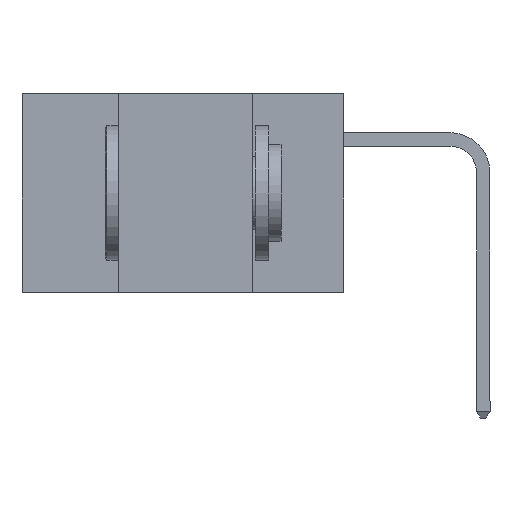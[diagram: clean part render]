
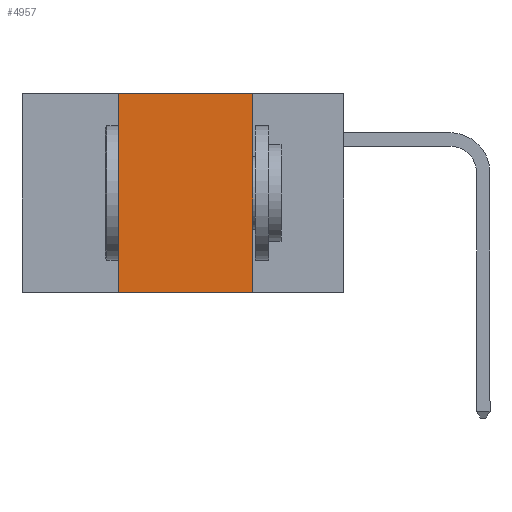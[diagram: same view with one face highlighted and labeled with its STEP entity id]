
A CAD part, left-side view. The second image highlights one B-rep face of the part: STEP entity #4957.
In plain terms, the highlighted planar face has unit normal (-1, 0, 0).
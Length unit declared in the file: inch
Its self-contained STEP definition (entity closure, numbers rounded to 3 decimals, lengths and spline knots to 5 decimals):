
#198 = EDGE_LOOP ( 'NONE', ( #251, #4043, #7476, #512 ) ) ;
#251 = ORIENTED_EDGE ( 'NONE', *, *, #7132, .F. ) ;
#487 = CARTESIAN_POINT ( 'NONE',  ( 0., 0.17, -0.37 ) ) ;
#512 = ORIENTED_EDGE ( 'NONE', *, *, #5765, .T. ) ;
#812 = DIRECTION ( 'NONE',  ( 0., 0., -1. ) ) ;
#822 = DIRECTION ( 'NONE',  ( 1., 0., 0. ) ) ;
#871 = CARTESIAN_POINT ( 'NONE',  ( 0., 0.6, 0. ) ) ;
#873 = PLANE ( 'NONE',  #3328 ) ;
#914 = VECTOR ( 'NONE', #5794, 39.37008 ) ;
#1156 = LINE ( 'NONE', #2984, #914 ) ;
#1677 = DIRECTION ( 'NONE',  ( 0., 0., 1. ) ) ;
#2650 = CARTESIAN_POINT ( 'NONE',  ( 0., 0.42, 0. ) ) ;
#2727 = CARTESIAN_POINT ( 'NONE',  ( 0., 0.42, -0.37 ) ) ;
#2970 = VECTOR ( 'NONE', #1677, 39.37008 ) ;
#2984 = CARTESIAN_POINT ( 'NONE',  ( 0., 0.6, 0. ) ) ;
#3328 = AXIS2_PLACEMENT_3D ( 'NONE', #871, #822, #812 ) ;
#3358 = CARTESIAN_POINT ( 'NONE',  ( 0., 0.17, -0.37 ) ) ;
#4043 = ORIENTED_EDGE ( 'NONE', *, *, #6664, .F. ) ;
#4427 = LINE ( 'NONE', #487, #6003 ) ;
#4555 = DIRECTION ( 'NONE',  ( 0., -1., 0. ) ) ;
#4752 = CARTESIAN_POINT ( 'NONE',  ( 0., 0.6, -0.37 ) ) ;
#4955 = DIRECTION ( 'NONE',  ( 0., 0., -1. ) ) ;
#4957 = ADVANCED_FACE ( 'NONE', ( #8518 ), #873, .F. ) ;
#5060 = LINE ( 'NONE', #6658, #2970 ) ;
#5765 = EDGE_CURVE ( 'NONE', #7684, #6374, #7104, .T. ) ;
#5794 = DIRECTION ( 'NONE',  ( 0., -1., 0. ) ) ;
#6003 = VECTOR ( 'NONE', #4955, 39.37008 ) ;
#6088 = CARTESIAN_POINT ( 'NONE',  ( 0., 0.17, 0. ) ) ;
#6213 = EDGE_CURVE ( 'NONE', #7684, #6389, #5060, .T. ) ;
#6374 = VERTEX_POINT ( 'NONE', #3358 ) ;
#6389 = VERTEX_POINT ( 'NONE', #2650 ) ;
#6658 = CARTESIAN_POINT ( 'NONE',  ( 0., 0.42, -0.37 ) ) ;
#6664 = EDGE_CURVE ( 'NONE', #6389, #8683, #1156, .T. ) ;
#6889 = VECTOR ( 'NONE', #4555, 39.37008 ) ;
#7104 = LINE ( 'NONE', #4752, #6889 ) ;
#7132 = EDGE_CURVE ( 'NONE', #8683, #6374, #4427, .T. ) ;
#7476 = ORIENTED_EDGE ( 'NONE', *, *, #6213, .F. ) ;
#7684 = VERTEX_POINT ( 'NONE', #2727 ) ;
#8518 = FACE_OUTER_BOUND ( 'NONE', #198, .T. ) ;
#8683 = VERTEX_POINT ( 'NONE', #6088 ) ;
